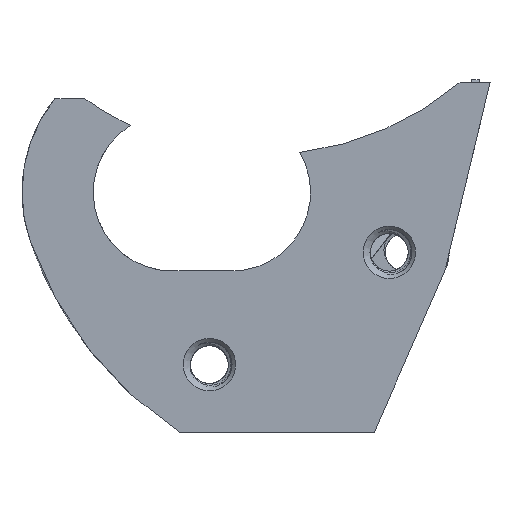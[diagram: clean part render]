
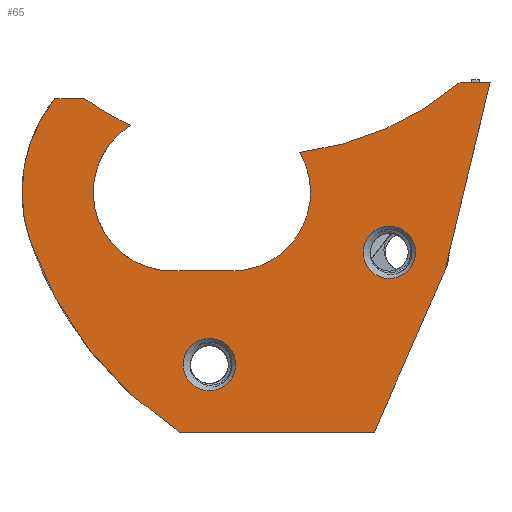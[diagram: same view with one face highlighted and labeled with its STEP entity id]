
A CAD part, left-side view. The second image highlights one B-rep face of the part: STEP entity #65.
In plain terms, the highlighted planar face has unit normal (-1, 0, 0).
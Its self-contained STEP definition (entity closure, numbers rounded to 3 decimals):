
#21 = EDGE_CURVE('',#22,#24,#26,.T.);
#22 = VERTEX_POINT('',#23);
#23 = CARTESIAN_POINT('',(-24.,6.428,3.435));
#24 = VERTEX_POINT('',#25);
#25 = CARTESIAN_POINT('',(-24.,11.,-7.));
#26 = LINE('',#27,#28);
#27 = CARTESIAN_POINT('',(-24.,6.428,3.435));
#28 = VECTOR('',#29,1.);
#29 = DIRECTION('',(0.,0.401,-0.916));
#65 = ADVANCED_FACE('',(#66,#170,#181),#192,.T.);
#66 = FACE_BOUND('',#67,.T.);
#67 = EDGE_LOOP('',(#68,#78,#86,#95,#104,#112,#121,#130,#138,#147,#156,
    #162,#163));
#68 = ORIENTED_EDGE('',*,*,#69,.F.);
#69 = EDGE_CURVE('',#70,#72,#74,.T.);
#70 = VERTEX_POINT('',#71);
#71 = CARTESIAN_POINT('',(-24.,3.279,16.333));
#72 = VERTEX_POINT('',#73);
#73 = CARTESIAN_POINT('',(-24.,6.207,4.093));
#74 = LINE('',#75,#76);
#75 = CARTESIAN_POINT('',(-24.,4.,13.32));
#76 = VECTOR('',#77,1.);
#77 = DIRECTION('',(0.,0.233,-0.973)
  );
#78 = ORIENTED_EDGE('',*,*,#79,.T.);
#79 = EDGE_CURVE('',#70,#80,#82,.T.);
#80 = VERTEX_POINT('',#81);
#81 = CARTESIAN_POINT('',(-24.,5.279,16.333));
#82 = LINE('',#83,#84);
#83 = CARTESIAN_POINT('',(-24.,3.279,16.333));
#84 = VECTOR('',#85,1.);
#85 = DIRECTION('',(0.,1.,0.));
#86 = ORIENTED_EDGE('',*,*,#87,.T.);
#87 = EDGE_CURVE('',#80,#88,#90,.T.);
#88 = VERTEX_POINT('',#89);
#89 = CARTESIAN_POINT('',(-24.,15.972,11.657));
#90 = CIRCLE('',#91,20.5);
#91 = AXIS2_PLACEMENT_3D('',#92,#93,#94);
#92 = CARTESIAN_POINT('',(-24.,18.5,32.));
#93 = DIRECTION('',(1.,0.,0.));
#94 = DIRECTION('',(0.,0.,-1.));
#95 = ORIENTED_EDGE('',*,*,#96,.T.);
#96 = EDGE_CURVE('',#88,#97,#99,.T.);
#97 = VERTEX_POINT('',#98);
#98 = CARTESIAN_POINT('',(-24.,20.5,3.75));
#99 = CIRCLE('',#100,5.25);
#100 = AXIS2_PLACEMENT_3D('',#101,#102,#103);
#101 = CARTESIAN_POINT('',(-24.,20.5,9.));
#102 = DIRECTION('',(1.,0.,0.));
#103 = DIRECTION('',(0.,0.,-1.));
#104 = ORIENTED_EDGE('',*,*,#105,.T.);
#105 = EDGE_CURVE('',#97,#106,#108,.T.);
#106 = VERTEX_POINT('',#107);
#107 = CARTESIAN_POINT('',(-24.,24.5,3.75));
#108 = LINE('',#109,#110);
#109 = CARTESIAN_POINT('',(-24.,20.5,3.75));
#110 = VECTOR('',#111,1.);
#111 = DIRECTION('',(0.,1.,0.));
#112 = ORIENTED_EDGE('',*,*,#113,.T.);
#113 = EDGE_CURVE('',#106,#114,#116,.T.);
#114 = VERTEX_POINT('',#115);
#115 = CARTESIAN_POINT('',(-24.,27.26,13.466));
#116 = CIRCLE('',#117,5.25);
#117 = AXIS2_PLACEMENT_3D('',#118,#119,#120);
#118 = CARTESIAN_POINT('',(-24.,24.5,9.));
#119 = DIRECTION('',(1.,0.,0.));
#120 = DIRECTION('',(0.,0.,-1.));
#121 = ORIENTED_EDGE('',*,*,#122,.T.);
#122 = EDGE_CURVE('',#114,#123,#125,.T.);
#123 = VERTEX_POINT('',#124);
#124 = CARTESIAN_POINT('',(-24.,30.311,15.244));
#125 = CIRCLE('',#126,20.5);
#126 = AXIS2_PLACEMENT_3D('',#127,#128,#129);
#127 = CARTESIAN_POINT('',(-24.,18.5,32.));
#128 = DIRECTION('',(1.,0.,0.));
#129 = DIRECTION('',(0.,0.,-1.));
#130 = ORIENTED_EDGE('',*,*,#131,.T.);
#131 = EDGE_CURVE('',#123,#132,#134,.T.);
#132 = VERTEX_POINT('',#133);
#133 = CARTESIAN_POINT('',(-24.,32.311,15.244));
#134 = LINE('',#135,#136);
#135 = CARTESIAN_POINT('',(-24.,30.311,15.244));
#136 = VECTOR('',#137,1.);
#137 = DIRECTION('',(0.,1.,0.));
#138 = ORIENTED_EDGE('',*,*,#139,.F.);
#139 = EDGE_CURVE('',#140,#132,#142,.T.);
#140 = VERTEX_POINT('',#141);
#141 = CARTESIAN_POINT('',(-24.,33.943,5.71));
#142 = CIRCLE('',#143,10.);
#143 = AXIS2_PLACEMENT_3D('',#144,#145,#146);
#144 = CARTESIAN_POINT('',(-24.,24.5,9.));
#145 = DIRECTION('',(1.,0.,0.));
#146 = DIRECTION('',(0.,0.,-1.));
#147 = ORIENTED_EDGE('',*,*,#148,.F.);
#148 = EDGE_CURVE('',#149,#140,#151,.T.);
#149 = VERTEX_POINT('',#150);
#150 = CARTESIAN_POINT('',(-24.,24.,-7.));
#151 = CIRCLE('',#152,25.);
#152 = AXIS2_PLACEMENT_3D('',#153,#154,#155);
#153 = CARTESIAN_POINT('',(-24.,10.335,13.935));
#154 = DIRECTION('',(1.,0.,0.));
#155 = DIRECTION('',(0.,0.,-1.));
#156 = ORIENTED_EDGE('',*,*,#157,.F.);
#157 = EDGE_CURVE('',#24,#149,#158,.T.);
#158 = LINE('',#159,#160);
#159 = CARTESIAN_POINT('',(-24.,11.,-7.));
#160 = VECTOR('',#161,1.);
#161 = DIRECTION('',(0.,1.,0.));
#162 = ORIENTED_EDGE('',*,*,#21,.F.);
#163 = ORIENTED_EDGE('',*,*,#164,.F.);
#164 = EDGE_CURVE('',#72,#22,#165,.T.);
#165 = CIRCLE('',#166,3.9);
#166 = AXIS2_PLACEMENT_3D('',#167,#168,#169);
#167 = CARTESIAN_POINT('',(-24.,10.,5.));
#168 = DIRECTION('',(1.,0.,0.));
#169 = DIRECTION('',(0.,0.,-1.));
#170 = FACE_BOUND('',#171,.T.);
#171 = EDGE_LOOP('',(#172));
#172 = ORIENTED_EDGE('',*,*,#173,.F.);
#173 = EDGE_CURVE('',#174,#174,#176,.T.);
#174 = VERTEX_POINT('',#175);
#175 = CARTESIAN_POINT('',(-24.,22.,-0.75));
#176 = CIRCLE('',#177,1.75);
#177 = AXIS2_PLACEMENT_3D('',#178,#179,#180);
#178 = CARTESIAN_POINT('',(-24.,22.,-2.5));
#179 = DIRECTION('',(-1.,0.,0.));
#180 = DIRECTION('',(0.,0.,1.));
#181 = FACE_BOUND('',#182,.T.);
#182 = EDGE_LOOP('',(#183));
#183 = ORIENTED_EDGE('',*,*,#184,.F.);
#184 = EDGE_CURVE('',#185,#185,#187,.T.);
#185 = VERTEX_POINT('',#186);
#186 = CARTESIAN_POINT('',(-24.,10.,6.75));
#187 = CIRCLE('',#188,1.75);
#188 = AXIS2_PLACEMENT_3D('',#189,#190,#191);
#189 = CARTESIAN_POINT('',(-24.,10.,5.));
#190 = DIRECTION('',(-1.,0.,0.));
#191 = DIRECTION('',(0.,0.,1.));
#192 = PLANE('',#193);
#193 = AXIS2_PLACEMENT_3D('',#194,#195,#196);
#194 = CARTESIAN_POINT('',(-24.,19.329,5.175));
#195 = DIRECTION('',(-1.,0.,0.));
#196 = DIRECTION('',(0.,0.,-1.));
